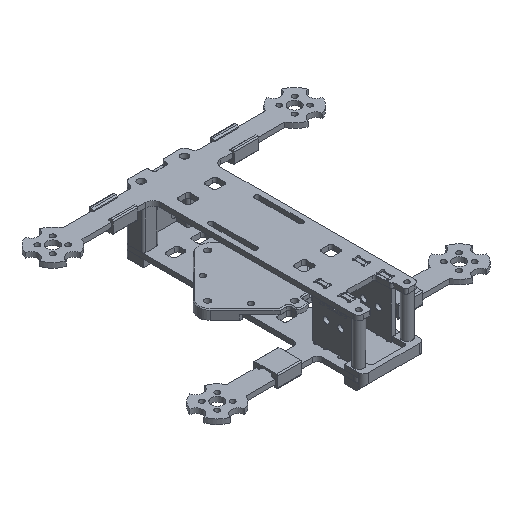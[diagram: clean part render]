
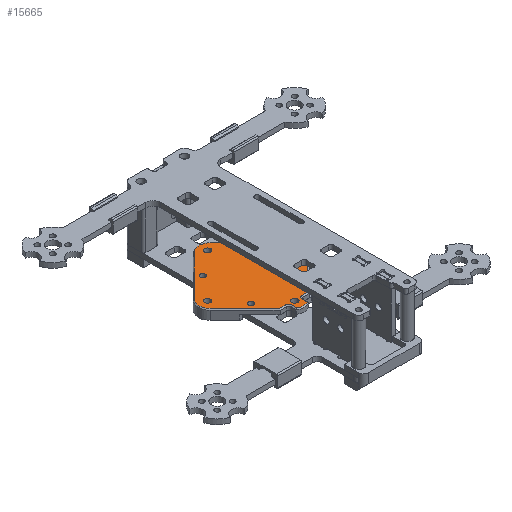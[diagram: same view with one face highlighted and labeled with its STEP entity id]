
A CAD part, isometric view. The second image highlights one B-rep face of the part: STEP entity #15665.
In plain terms, the highlighted planar face has unit normal (0, 0, 1).
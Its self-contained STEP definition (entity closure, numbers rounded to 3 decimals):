
#475=FACE_BOUND('',#2610,.T.);
#476=FACE_BOUND('',#2611,.T.);
#477=FACE_BOUND('',#2612,.T.);
#478=FACE_BOUND('',#2613,.T.);
#479=FACE_BOUND('',#2614,.T.);
#480=FACE_BOUND('',#2615,.T.);
#481=FACE_BOUND('',#2616,.T.);
#482=FACE_BOUND('',#2617,.T.);
#878=PLANE('',#17012);
#1640=FACE_OUTER_BOUND('',#2609,.T.);
#2609=EDGE_LOOP('',(#13964,#13965,#13966,#13967,#13968,#13969,#13970,#13971,
#13972,#13973,#13974,#13975,#13976,#13977,#13978,#13979));
#2610=EDGE_LOOP('',(#13980));
#2611=EDGE_LOOP('',(#13981));
#2612=EDGE_LOOP('',(#13982));
#2613=EDGE_LOOP('',(#13983));
#2614=EDGE_LOOP('',(#13984));
#2615=EDGE_LOOP('',(#13985));
#2616=EDGE_LOOP('',(#13986));
#2617=EDGE_LOOP('',(#13987));
#4003=LINE('',#26731,#5548);
#4007=LINE('',#26740,#5552);
#4009=LINE('',#26744,#5554);
#4015=LINE('',#26762,#5560);
#4016=LINE('',#26765,#5561);
#4021=LINE('',#26786,#5566);
#4024=LINE('',#26808,#5569);
#4025=LINE('',#26811,#5570);
#5548=VECTOR('',#20626,10.);
#5552=VECTOR('',#20632,10.);
#5554=VECTOR('',#20636,10.);
#5560=VECTOR('',#20656,10.);
#5561=VECTOR('',#20659,10.);
#5566=VECTOR('',#20678,10.);
#5569=VECTOR('',#20701,10.);
#5570=VECTOR('',#20704,10.);
#6305=CIRCLE('',#16977,4.6);
#6307=CIRCLE('',#16980,1.4);
#6309=CIRCLE('',#16985,4.6);
#6312=CIRCLE('',#16989,1.4);
#6314=CIRCLE('',#16993,4.6);
#6315=CIRCLE('',#16995,4.6);
#6317=CIRCLE('',#16998,1.4);
#6319=CIRCLE('',#17003,1.4);
#6323=CIRCLE('',#17013,1.1);
#6324=CIRCLE('',#17014,1.1);
#6325=CIRCLE('',#17015,1.1);
#6326=CIRCLE('',#17016,1.1);
#6327=CIRCLE('',#17017,1.25);
#6328=CIRCLE('',#17018,1.25);
#6329=CIRCLE('',#17019,1.25);
#6330=CIRCLE('',#17020,1.25);
#7654=VERTEX_POINT('',#26728);
#7655=VERTEX_POINT('',#26730);
#7658=VERTEX_POINT('',#26737);
#7659=VERTEX_POINT('',#26739);
#7660=VERTEX_POINT('',#26743);
#7662=VERTEX_POINT('',#26749);
#7663=VERTEX_POINT('',#26754);
#7665=VERTEX_POINT('',#26760);
#7666=VERTEX_POINT('',#26764);
#7668=VERTEX_POINT('',#26770);
#7670=VERTEX_POINT('',#26777);
#7671=VERTEX_POINT('',#26784);
#7673=VERTEX_POINT('',#26790);
#7674=VERTEX_POINT('',#26797);
#7675=VERTEX_POINT('',#26802);
#7677=VERTEX_POINT('',#26810);
#7682=VERTEX_POINT('',#26835);
#7683=VERTEX_POINT('',#26837);
#7684=VERTEX_POINT('',#26839);
#7685=VERTEX_POINT('',#26841);
#7686=VERTEX_POINT('',#26843);
#7687=VERTEX_POINT('',#26845);
#7688=VERTEX_POINT('',#26847);
#7689=VERTEX_POINT('',#26849);
#9777=EDGE_CURVE('',#7654,#7655,#4003,.T.);
#9781=EDGE_CURVE('',#7658,#7659,#4007,.T.);
#9783=EDGE_CURVE('',#7659,#7660,#4009,.T.);
#9787=EDGE_CURVE('',#7662,#7658,#6305,.T.);
#9789=EDGE_CURVE('',#7660,#7663,#6307,.T.);
#9793=EDGE_CURVE('',#7665,#7662,#4015,.T.);
#9794=EDGE_CURVE('',#7663,#7666,#4016,.T.);
#9798=EDGE_CURVE('',#7668,#7665,#6309,.T.);
#9801=EDGE_CURVE('',#7666,#7670,#6312,.T.);
#9804=EDGE_CURVE('',#7671,#7668,#4021,.T.);
#9806=EDGE_CURVE('',#7670,#7673,#6314,.T.);
#9809=EDGE_CURVE('',#7674,#7671,#6315,.T.);
#9811=EDGE_CURVE('',#7673,#7675,#6317,.T.);
#9814=EDGE_CURVE('',#7655,#7674,#4024,.T.);
#9815=EDGE_CURVE('',#7675,#7677,#4025,.T.);
#9818=EDGE_CURVE('',#7677,#7654,#6319,.T.);
#9828=EDGE_CURVE('',#7682,#7682,#6323,.T.);
#9829=EDGE_CURVE('',#7683,#7683,#6324,.T.);
#9830=EDGE_CURVE('',#7684,#7684,#6325,.T.);
#9831=EDGE_CURVE('',#7685,#7685,#6326,.T.);
#9832=EDGE_CURVE('',#7686,#7686,#6327,.T.);
#9833=EDGE_CURVE('',#7687,#7687,#6328,.T.);
#9834=EDGE_CURVE('',#7688,#7688,#6329,.T.);
#9835=EDGE_CURVE('',#7689,#7689,#6330,.T.);
#13964=ORIENTED_EDGE('',*,*,#9781,.F.);
#13965=ORIENTED_EDGE('',*,*,#9787,.F.);
#13966=ORIENTED_EDGE('',*,*,#9793,.F.);
#13967=ORIENTED_EDGE('',*,*,#9798,.F.);
#13968=ORIENTED_EDGE('',*,*,#9804,.F.);
#13969=ORIENTED_EDGE('',*,*,#9809,.F.);
#13970=ORIENTED_EDGE('',*,*,#9814,.F.);
#13971=ORIENTED_EDGE('',*,*,#9777,.F.);
#13972=ORIENTED_EDGE('',*,*,#9818,.F.);
#13973=ORIENTED_EDGE('',*,*,#9815,.F.);
#13974=ORIENTED_EDGE('',*,*,#9811,.F.);
#13975=ORIENTED_EDGE('',*,*,#9806,.F.);
#13976=ORIENTED_EDGE('',*,*,#9801,.F.);
#13977=ORIENTED_EDGE('',*,*,#9794,.F.);
#13978=ORIENTED_EDGE('',*,*,#9789,.F.);
#13979=ORIENTED_EDGE('',*,*,#9783,.F.);
#13980=ORIENTED_EDGE('',*,*,#9828,.T.);
#13981=ORIENTED_EDGE('',*,*,#9829,.T.);
#13982=ORIENTED_EDGE('',*,*,#9830,.T.);
#13983=ORIENTED_EDGE('',*,*,#9831,.T.);
#13984=ORIENTED_EDGE('',*,*,#9832,.T.);
#13985=ORIENTED_EDGE('',*,*,#9833,.T.);
#13986=ORIENTED_EDGE('',*,*,#9834,.T.);
#13987=ORIENTED_EDGE('',*,*,#9835,.T.);
#15665=ADVANCED_FACE('',(#1640,#475,#476,#477,#478,#479,#480,#481,#482),
#878,.T.);
#16977=AXIS2_PLACEMENT_3D('',#26751,#20642,#20643);
#16980=AXIS2_PLACEMENT_3D('',#26755,#20648,#20649);
#16985=AXIS2_PLACEMENT_3D('',#26772,#20665,#20666);
#16989=AXIS2_PLACEMENT_3D('',#26778,#20673,#20674);
#16993=AXIS2_PLACEMENT_3D('',#26791,#20683,#20684);
#16995=AXIS2_PLACEMENT_3D('',#26799,#20688,#20689);
#16998=AXIS2_PLACEMENT_3D('',#26803,#20694,#20695);
#17003=AXIS2_PLACEMENT_3D('',#26816,#20709,#20710);
#17012=AXIS2_PLACEMENT_3D('',#26834,#20733,#20734);
#17013=AXIS2_PLACEMENT_3D('',#26836,#20735,#20736);
#17014=AXIS2_PLACEMENT_3D('',#26838,#20737,#20738);
#17015=AXIS2_PLACEMENT_3D('',#26840,#20739,#20740);
#17016=AXIS2_PLACEMENT_3D('',#26842,#20741,#20742);
#17017=AXIS2_PLACEMENT_3D('',#26844,#20743,#20744);
#17018=AXIS2_PLACEMENT_3D('',#26846,#20745,#20746);
#17019=AXIS2_PLACEMENT_3D('',#26848,#20747,#20748);
#17020=AXIS2_PLACEMENT_3D('',#26850,#20749,#20750);
#20626=DIRECTION('',(-1.,0.,0.));
#20632=DIRECTION('',(-0.707,-0.707,0.));
#20636=DIRECTION('',(-1.,0.,0.));
#20642=DIRECTION('center_axis',(0.,0.,-1.));
#20643=DIRECTION('ref_axis',(0.707,-0.707,0.));
#20648=DIRECTION('center_axis',(0.,0.,1.));
#20649=DIRECTION('ref_axis',(0.,1.,0.));
#20656=DIRECTION('',(0.707,-0.707,0.));
#20659=DIRECTION('',(0.,-1.,0.));
#20665=DIRECTION('center_axis',(0.,0.,-1.));
#20666=DIRECTION('ref_axis',(0.707,0.707,0.));
#20673=DIRECTION('center_axis',(0.,0.,1.));
#20674=DIRECTION('ref_axis',(-1.,0.,0.));
#20678=DIRECTION('',(0.707,0.707,0.));
#20683=DIRECTION('center_axis',(0.,0.,-1.));
#20684=DIRECTION('ref_axis',(-0.707,-0.707,0.));
#20688=DIRECTION('center_axis',(0.,0.,-1.));
#20689=DIRECTION('ref_axis',(-0.707,0.707,0.));
#20694=DIRECTION('center_axis',(0.,0.,1.));
#20695=DIRECTION('ref_axis',(0.,-1.,0.));
#20701=DIRECTION('',(-0.707,0.707,0.));
#20704=DIRECTION('',(0.,1.,0.));
#20709=DIRECTION('center_axis',(0.,0.,1.));
#20710=DIRECTION('ref_axis',(1.,0.,0.));
#20733=DIRECTION('center_axis',(0.,0.,1.));
#20734=DIRECTION('ref_axis',(-1.,0.,0.));
#20735=DIRECTION('center_axis',(0.,0.,-1.));
#20736=DIRECTION('ref_axis',(-1.,0.,0.));
#20737=DIRECTION('center_axis',(0.,0.,-1.));
#20738=DIRECTION('ref_axis',(-1.,0.,0.));
#20739=DIRECTION('center_axis',(0.,0.,-1.));
#20740=DIRECTION('ref_axis',(-1.,0.,0.));
#20741=DIRECTION('center_axis',(0.,0.,-1.));
#20742=DIRECTION('ref_axis',(-1.,0.,0.));
#20743=DIRECTION('center_axis',(0.,0.,-1.));
#20744=DIRECTION('ref_axis',(-1.,0.,0.));
#20745=DIRECTION('center_axis',(0.,0.,-1.));
#20746=DIRECTION('ref_axis',(-1.,0.,0.));
#20747=DIRECTION('center_axis',(0.,0.,-1.));
#20748=DIRECTION('ref_axis',(-1.,0.,0.));
#20749=DIRECTION('center_axis',(0.,0.,-1.));
#20750=DIRECTION('ref_axis',(-1.,0.,0.));
#26728=CARTESIAN_POINT('',(-3.5,-15.6,4.));
#26730=CARTESIAN_POINT('',(-5.876,-15.6,4.));
#26731=CARTESIAN_POINT('',(-3.021,-15.6,4.));
#26737=CARTESIAN_POINT('',(20.223,-1.253,4.));
#26739=CARTESIAN_POINT('',(5.876,-15.6,4.));
#26740=CARTESIAN_POINT('',(8.748,-12.728,4.));
#26743=CARTESIAN_POINT('',(3.5,-15.6,4.));
#26744=CARTESIAN_POINT('',(1.75,-15.6,4.));
#26749=CARTESIAN_POINT('',(20.223,5.253,4.));
#26751=CARTESIAN_POINT('Origin',(16.971,2.,4.));
#26754=CARTESIAN_POINT('',(2.1,-17.,4.));
#26755=CARTESIAN_POINT('Origin',(3.5,-17.,4.));
#26760=CARTESIAN_POINT('',(3.253,22.223,4.));
#26762=CARTESIAN_POINT('',(11.978,13.498,4.));
#26764=CARTESIAN_POINT('',(2.1,-19.,4.));
#26765=CARTESIAN_POINT('',(2.1,-8.5,4.));
#26770=CARTESIAN_POINT('',(-3.253,22.223,4.));
#26772=CARTESIAN_POINT('Origin',(0.,18.971,
4.));
#26777=CARTESIAN_POINT('',(2.101,-19.063,4.));
#26778=CARTESIAN_POINT('Origin',(3.5,-19.,4.));
#26784=CARTESIAN_POINT('',(-20.223,5.253,4.));
#26786=CARTESIAN_POINT('',(-7.495,17.981,4.));
#26790=CARTESIAN_POINT('',(-2.101,-19.063,4.));
#26791=CARTESIAN_POINT('Origin',(0.,-14.971,
4.));
#26797=CARTESIAN_POINT('',(-20.223,-1.253,4.));
#26799=CARTESIAN_POINT('Origin',(-16.971,2.,4.));
#26802=CARTESIAN_POINT('',(-2.1,-19.,4.));
#26803=CARTESIAN_POINT('Origin',(-3.5,-19.,4.));
#26808=CARTESIAN_POINT('',(-11.978,-9.498,4.));
#26810=CARTESIAN_POINT('',(-2.1,-17.,4.));
#26811=CARTESIAN_POINT('',(-2.1,-7.5,4.));
#26816=CARTESIAN_POINT('Origin',(-3.5,-17.,4.));
#26834=CARTESIAN_POINT('Origin',(0.,2.,4.));
#26835=CARTESIAN_POINT('',(11.1,-8.,4.));
#26836=CARTESIAN_POINT('Origin',(10.,-8.,4.));
#26837=CARTESIAN_POINT('',(11.1,12.,4.));
#26838=CARTESIAN_POINT('Origin',(10.,12.,4.));
#26839=CARTESIAN_POINT('',(-8.9,12.,4.));
#26840=CARTESIAN_POINT('Origin',(-10.,12.,4.));
#26841=CARTESIAN_POINT('',(-8.9,-8.,4.));
#26842=CARTESIAN_POINT('Origin',(-10.,-8.,4.));
#26843=CARTESIAN_POINT('',(1.25,20.031,4.));
#26844=CARTESIAN_POINT('Origin',(0.,20.031,
4.));
#26845=CARTESIAN_POINT('',(1.25,-16.031,4.));
#26846=CARTESIAN_POINT('Origin',(0.,-16.031,
4.));
#26847=CARTESIAN_POINT('',(19.281,2.,4.));
#26848=CARTESIAN_POINT('Origin',(18.031,2.,4.));
#26849=CARTESIAN_POINT('',(-16.781,2.,4.));
#26850=CARTESIAN_POINT('Origin',(-18.031,2.,4.));
